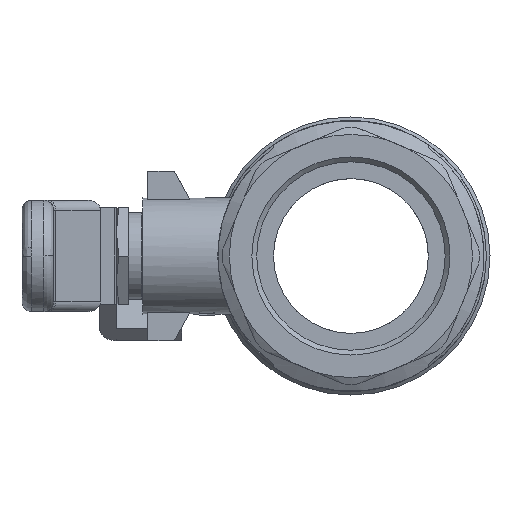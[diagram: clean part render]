
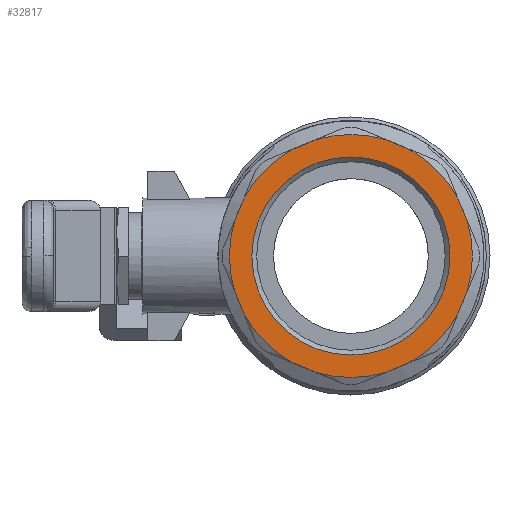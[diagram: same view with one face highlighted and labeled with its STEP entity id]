
A CAD part, left-side view. The second image highlights one B-rep face of the part: STEP entity #32817.
In plain terms, the highlighted planar face has unit normal (-1, 0, 0).
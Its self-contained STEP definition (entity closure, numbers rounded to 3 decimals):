
#1579=LINE('',#62867,#5161);
#1580=LINE('',#62872,#5162);
#1581=LINE('',#62876,#5163);
#1582=LINE('',#62880,#5164);
#1583=LINE('',#62884,#5165);
#1584=LINE('',#62888,#5166);
#1585=LINE('',#62892,#5167);
#1586=LINE('',#62896,#5168);
#5161=VECTOR('',#49963,1000.);
#5162=VECTOR('',#49966,1000.);
#5163=VECTOR('',#49969,1000.);
#5164=VECTOR('',#49972,1000.);
#5165=VECTOR('',#49975,1000.);
#5166=VECTOR('',#49978,1000.);
#5167=VECTOR('',#49981,1000.);
#5168=VECTOR('',#49984,1000.);
#9368=ORIENTED_EDGE('',*,*,#18921,.T.);
#9369=ORIENTED_EDGE('',*,*,#18922,.F.);
#9370=ORIENTED_EDGE('',*,*,#18923,.T.);
#9371=ORIENTED_EDGE('',*,*,#18924,.F.);
#9372=ORIENTED_EDGE('',*,*,#18925,.T.);
#9373=ORIENTED_EDGE('',*,*,#18926,.F.);
#9374=ORIENTED_EDGE('',*,*,#18927,.T.);
#9375=ORIENTED_EDGE('',*,*,#18928,.F.);
#9376=ORIENTED_EDGE('',*,*,#18929,.T.);
#9377=ORIENTED_EDGE('',*,*,#18930,.F.);
#9378=ORIENTED_EDGE('',*,*,#18931,.T.);
#9379=ORIENTED_EDGE('',*,*,#18932,.F.);
#9380=ORIENTED_EDGE('',*,*,#18933,.T.);
#9381=ORIENTED_EDGE('',*,*,#18934,.F.);
#9382=ORIENTED_EDGE('',*,*,#18935,.T.);
#9383=ORIENTED_EDGE('',*,*,#18936,.F.);
#9384=ORIENTED_EDGE('',*,*,#18937,.T.);
#18921=EDGE_CURVE('',#23771,#23771,#26877,.F.);
#18922=EDGE_CURVE('',#23772,#23773,#1579,.T.);
#18923=EDGE_CURVE('',#23772,#23774,#26878,.T.);
#18924=EDGE_CURVE('',#23775,#23774,#1580,.T.);
#18925=EDGE_CURVE('',#23775,#23776,#26879,.T.);
#18926=EDGE_CURVE('',#23777,#23776,#1581,.T.);
#18927=EDGE_CURVE('',#23777,#23778,#26880,.T.);
#18928=EDGE_CURVE('',#23779,#23778,#1582,.T.);
#18929=EDGE_CURVE('',#23779,#23780,#26881,.T.);
#18930=EDGE_CURVE('',#23781,#23780,#1583,.T.);
#18931=EDGE_CURVE('',#23781,#23782,#26882,.T.);
#18932=EDGE_CURVE('',#23783,#23782,#1584,.T.);
#18933=EDGE_CURVE('',#23783,#23784,#26883,.T.);
#18934=EDGE_CURVE('',#23785,#23784,#1585,.T.);
#18935=EDGE_CURVE('',#23785,#23786,#26884,.T.);
#18936=EDGE_CURVE('',#23787,#23786,#1586,.T.);
#18937=EDGE_CURVE('',#23787,#23773,#26885,.T.);
#23771=VERTEX_POINT('',#62866);
#23772=VERTEX_POINT('',#62868);
#23773=VERTEX_POINT('',#62869);
#23774=VERTEX_POINT('',#62871);
#23775=VERTEX_POINT('',#62873);
#23776=VERTEX_POINT('',#62875);
#23777=VERTEX_POINT('',#62877);
#23778=VERTEX_POINT('',#62879);
#23779=VERTEX_POINT('',#62881);
#23780=VERTEX_POINT('',#62883);
#23781=VERTEX_POINT('',#62885);
#23782=VERTEX_POINT('',#62887);
#23783=VERTEX_POINT('',#62889);
#23784=VERTEX_POINT('',#62891);
#23785=VERTEX_POINT('',#62893);
#23786=VERTEX_POINT('',#62895);
#23787=VERTEX_POINT('',#62897);
#26877=CIRCLE('',#46289,20.476);
#26878=CIRCLE('',#46290,25.114);
#26879=CIRCLE('',#46291,25.114);
#26880=CIRCLE('',#46292,25.114);
#26881=CIRCLE('',#46293,25.114);
#26882=CIRCLE('',#46294,25.114);
#26883=CIRCLE('',#46295,25.114);
#26884=CIRCLE('',#46296,25.114);
#26885=CIRCLE('',#46297,25.114);
#27322=EDGE_LOOP('',(#9368));
#27323=EDGE_LOOP('',(#9369,#9370,#9371,#9372,#9373,#9374,#9375,#9376,#9377,
#9378,#9379,#9380,#9381,#9382,#9383,#9384));
#29277=FACE_BOUND('',#27322,.T.);
#29278=FACE_BOUND('',#27323,.T.);
#31111=PLANE('',#46288);
#32817=ADVANCED_FACE('',(#29277,#29278),#31111,.T.);
#46288=AXIS2_PLACEMENT_3D('',#62864,#49959,#49960);
#46289=AXIS2_PLACEMENT_3D('',#62865,#49961,#49962);
#46290=AXIS2_PLACEMENT_3D('',#62870,#49964,#49965);
#46291=AXIS2_PLACEMENT_3D('',#62874,#49967,#49968);
#46292=AXIS2_PLACEMENT_3D('',#62878,#49970,#49971);
#46293=AXIS2_PLACEMENT_3D('',#62882,#49973,#49974);
#46294=AXIS2_PLACEMENT_3D('',#62886,#49976,#49977);
#46295=AXIS2_PLACEMENT_3D('',#62890,#49979,#49980);
#46296=AXIS2_PLACEMENT_3D('',#62894,#49982,#49983);
#46297=AXIS2_PLACEMENT_3D('',#62898,#49985,#49986);
#49959=DIRECTION('',(-1.,0.,0.));
#49960=DIRECTION('',(0.,0.,1.));
#49961=DIRECTION('',(-1.,0.,0.));
#49962=DIRECTION('',(0.,0.,1.));
#49963=DIRECTION('',(0.,0.924,-0.383));
#49964=DIRECTION('',(-1.,0.,0.));
#49965=DIRECTION('',(0.,0.924,-0.383));
#49966=DIRECTION('',(0.,0.383,-0.924));
#49967=DIRECTION('',(-1.,0.,0.));
#49968=DIRECTION('',(0.,0.924,-0.383));
#49969=DIRECTION('',(0.,-0.383,-0.924));
#49970=DIRECTION('',(-1.,0.,0.));
#49971=DIRECTION('',(0.,0.924,-0.383));
#49972=DIRECTION('',(0.,-0.924,-0.383));
#49973=DIRECTION('',(-1.,0.,0.));
#49974=DIRECTION('',(0.,0.924,-0.383));
#49975=DIRECTION('',(0.,-0.924,0.383));
#49976=DIRECTION('',(-1.,0.,0.));
#49977=DIRECTION('',(0.,0.924,-0.383));
#49978=DIRECTION('',(0.,-0.383,0.924));
#49979=DIRECTION('',(-1.,0.,0.));
#49980=DIRECTION('',(0.,0.924,-0.383));
#49981=DIRECTION('',(0.,0.383,0.924));
#49982=DIRECTION('',(-1.,0.,0.));
#49983=DIRECTION('',(0.,0.924,-0.383));
#49984=DIRECTION('',(0.,0.924,0.383));
#49985=DIRECTION('',(-1.,0.,0.));
#49986=DIRECTION('',(0.,0.924,-0.383));
#62864=CARTESIAN_POINT('',(-49.65,12.241,-5.071));
#62865=CARTESIAN_POINT('',(-49.65,0.,0.));
#62866=CARTESIAN_POINT('',(-49.65,0.,20.476));
#62867=CARTESIAN_POINT('',(-49.65,-9.567,-23.097));
#62868=CARTESIAN_POINT('',(-49.65,-11.779,-22.181));
#62869=CARTESIAN_POINT('',(-49.65,-7.355,-24.013));
#62870=CARTESIAN_POINT('',(-49.65,0.,0.));
#62871=CARTESIAN_POINT('',(-49.65,-22.181,-11.779));
#62872=CARTESIAN_POINT('',(-49.65,-13.53,-32.664));
#62873=CARTESIAN_POINT('',(-49.65,-24.013,-7.355));
#62874=CARTESIAN_POINT('',(-49.65,0.,0.));
#62875=CARTESIAN_POINT('',(-49.65,-24.013,7.355));
#62876=CARTESIAN_POINT('',(-49.65,-23.097,9.567));
#62877=CARTESIAN_POINT('',(-49.65,-22.181,11.779));
#62878=CARTESIAN_POINT('',(-49.65,0.,0.));
#62879=CARTESIAN_POINT('',(-49.65,-11.779,22.181));
#62880=CARTESIAN_POINT('',(-49.65,-32.664,13.53));
#62881=CARTESIAN_POINT('',(-49.65,-7.355,24.013));
#62882=CARTESIAN_POINT('',(-49.65,0.,0.));
#62883=CARTESIAN_POINT('',(-49.65,7.355,24.013));
#62884=CARTESIAN_POINT('',(-49.65,9.567,23.097));
#62885=CARTESIAN_POINT('',(-49.65,11.779,22.181));
#62886=CARTESIAN_POINT('',(-49.65,0.,0.));
#62887=CARTESIAN_POINT('',(-49.65,22.181,11.779));
#62888=CARTESIAN_POINT('',(-49.65,32.664,-13.53));
#62889=CARTESIAN_POINT('',(-49.65,24.013,7.355));
#62890=CARTESIAN_POINT('',(-49.65,0.,0.));
#62891=CARTESIAN_POINT('',(-49.65,24.013,-7.355));
#62892=CARTESIAN_POINT('',(-49.65,23.097,-9.567));
#62893=CARTESIAN_POINT('',(-49.65,22.181,-11.779));
#62894=CARTESIAN_POINT('',(-49.65,0.,0.));
#62895=CARTESIAN_POINT('',(-49.65,11.779,-22.181));
#62896=CARTESIAN_POINT('',(-49.65,32.664,-13.53));
#62897=CARTESIAN_POINT('',(-49.65,7.355,-24.013));
#62898=CARTESIAN_POINT('',(-49.65,0.,0.));
